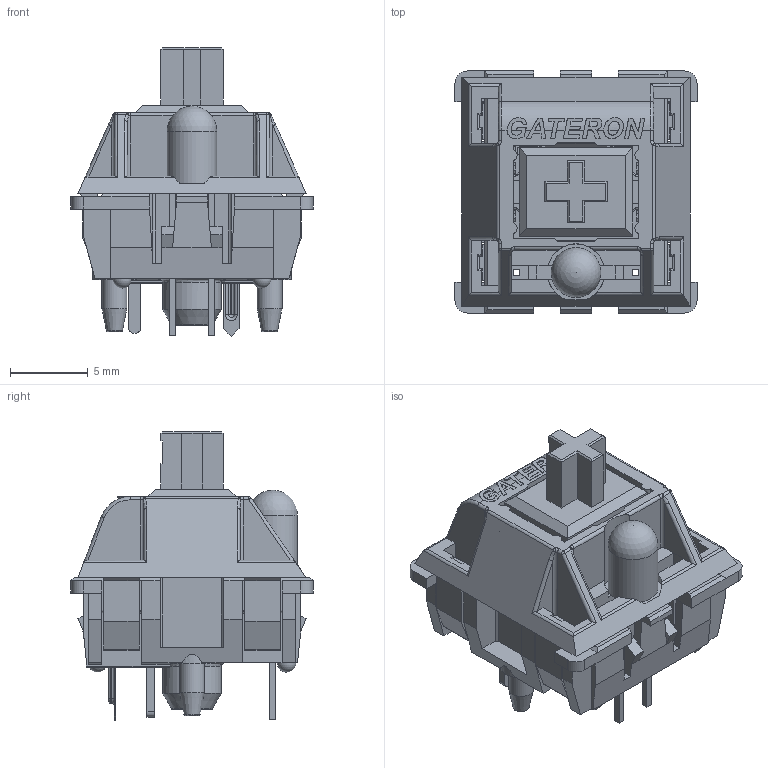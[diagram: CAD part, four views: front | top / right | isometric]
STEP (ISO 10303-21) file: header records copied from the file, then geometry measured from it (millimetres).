
FILE_DESCRIPTION(/* description */ (''),/* implementation_level */ '2;1');
FILE_NAME(/* name */ 'cherry_mx.step',/* time_stamp */ '2021-03-15T23:01:41+09:00',/* author */ (''),/* organization */ (''),/* preprocessor_version */ 'ST-DEVELOPER v18.1',/* originating_system */ 'Autodesk Translation Framework v9.10.0.1330',/* authorisation */ '');
FILE_SCHEMA (('AUTOMOTIVE_DESIGN { 1 0 10303 214 3 1 1 }'));
Products named in the file (10): cherry_mx; MX_DOWN; MX_UP; UP_MX; MX_PIN; MX_SPRING; MX_CLICK; LED_3mm; Hed; pin
Assembly tree (9 placements, depth 3):
  cherry_mx
    MX_DOWN
    MX_UP
    UP_MX
    MX_PIN
    MX_SPRING
    MX_CLICK
    LED_3mm
      Hed
      pin
Bounding box: 15.6 x 15.6 x 18.6 mm (x, y, z)
Volume: 1065 mm3; surface area: 3410.1 mm2
Topology: 10 solids, 10 shells, 1088 faces, 2908 edges, 1855 vertices
Faces by surface type: plane 688, cylinder 254, bspline 85, torus 28, sphere 27, cone 6
Full cylindrical faces by diameter (mm): 0.566 x1, 0.628 x1, 1.2 x1, 1.6 x5, 2 x1, 2.6 x1, 3.2 x2, 3.8 x1, 4.8 x1
Entity records: 49113 total; most frequent: CARTESIAN_POINT 21812, ORIENTED_EDGE 5810, DIRECTION 5355, EDGE_CURVE 2905, LINE 2145, VECTOR 2145, VERTEX_POINT 1855, AXIS2_PLACEMENT_3D 1605
